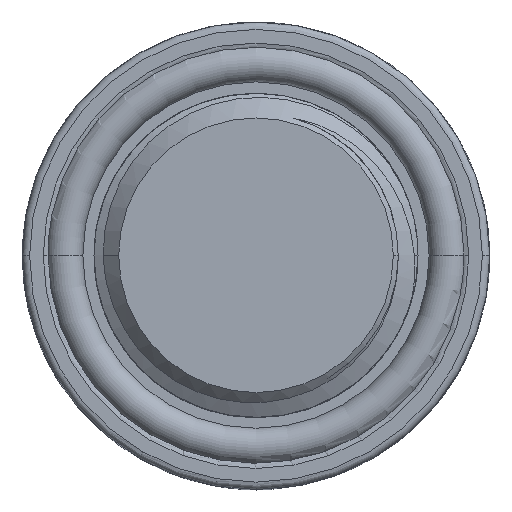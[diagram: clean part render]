
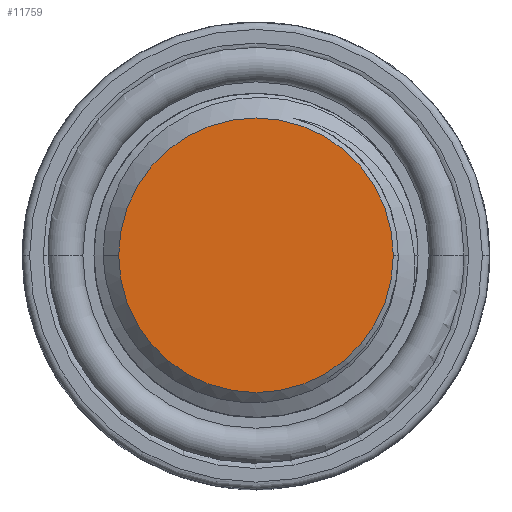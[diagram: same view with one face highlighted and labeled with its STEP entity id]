
A CAD part, top view. The second image highlights one B-rep face of the part: STEP entity #11759.
In plain terms, the highlighted planar face has unit normal (0, 0, 1).
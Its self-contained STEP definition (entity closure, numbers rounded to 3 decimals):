
#179 = CIRCLE ( 'NONE', #17140, 5.55 ) ;
#724 = CARTESIAN_POINT ( 'NONE',  ( 0., 0., 54.6 ) ) ;
#980 = DIRECTION ( 'NONE',  ( 0., 0., 1. ) ) ;
#1398 = VERTEX_POINT ( 'NONE', #15348 ) ;
#1475 = AXIS2_PLACEMENT_3D ( 'NONE', #724, #5551, #19504 ) ;
#1781 = DIRECTION ( 'NONE',  ( 1., 0., 0. ) ) ;
#1889 = CARTESIAN_POINT ( 'NONE',  ( 0., 0., 54.6 ) ) ;
#3290 = FACE_OUTER_BOUND ( 'NONE', #21072, .T. ) ;
#4525 = AXIS2_PLACEMENT_3D ( 'NONE', #1889, #12337, #1781 ) ;
#4908 = CARTESIAN_POINT ( 'NONE',  ( 5.55, 0., 54.6 ) ) ;
#4964 = PLANE ( 'NONE',  #4525 ) ;
#5551 = DIRECTION ( 'NONE',  ( 0., 0., 1. ) ) ;
#8047 = EDGE_CURVE ( 'NONE', #1398, #14424, #179, .T. ) ;
#8351 = CIRCLE ( 'NONE', #1475, 5.55 ) ;
#11759 = ADVANCED_FACE ( 'NONE', ( #3290 ), #4964, .T. ) ;
#12337 = DIRECTION ( 'NONE',  ( 0., 0., 1. ) ) ;
#14424 = VERTEX_POINT ( 'NONE', #4908 ) ;
#14900 = DIRECTION ( 'NONE',  ( 1., 0., 0. ) ) ;
#15348 = CARTESIAN_POINT ( 'NONE',  ( -5.55, 0., 54.6 ) ) ;
#15583 = EDGE_CURVE ( 'NONE', #14424, #1398, #8351, .T. ) ;
#16614 = CARTESIAN_POINT ( 'NONE',  ( 0., 0., 54.6 ) ) ;
#17140 = AXIS2_PLACEMENT_3D ( 'NONE', #16614, #980, #14900 ) ;
#19320 = ORIENTED_EDGE ( 'NONE', *, *, #15583, .T. ) ;
#19504 = DIRECTION ( 'NONE',  ( 1., 0., 0. ) ) ;
#20621 = ORIENTED_EDGE ( 'NONE', *, *, #8047, .T. ) ;
#21072 = EDGE_LOOP ( 'NONE', ( #20621, #19320 ) ) ;
